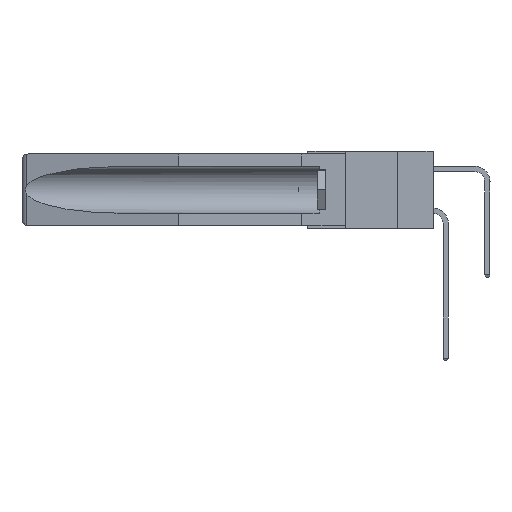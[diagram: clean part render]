
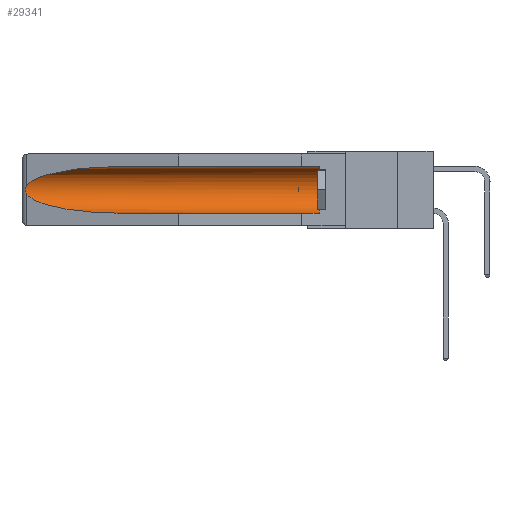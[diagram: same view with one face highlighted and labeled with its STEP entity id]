
A CAD part, left-side view. The second image highlights one B-rep face of the part: STEP entity #29341.
In plain terms, the highlighted cylindrical face has radius 2.857 mm (diameter 5.715 mm), a partial arc.
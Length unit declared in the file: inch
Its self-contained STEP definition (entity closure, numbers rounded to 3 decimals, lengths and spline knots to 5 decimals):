
#2110 = CARTESIAN_POINT ( 'NONE',  ( 0.26655, 1.53094, -0.18657 ) ) ;
#2292 = DIRECTION ( 'NONE',  ( 0., -1., 0. ) ) ;
#2401 = CARTESIAN_POINT ( 'NONE',  ( 0.155, 1.07973, -0.284 ) ) ;
#2803 = DIRECTION ( 'NONE',  ( 0., 0., 1. ) ) ;
#3178 = CARTESIAN_POINT ( 'NONE',  ( 0.26537, 1.52718, -0.14972 ) ) ;
#3375 =( BOUNDED_CURVE ( )  B_SPLINE_CURVE ( 3, ( #16870, #31687, #22704, #2401 ),
 .UNSPECIFIED., .F., .F. ) 
 B_SPLINE_CURVE_WITH_KNOTS ( ( 4, 4 ),
 ( 0.1948, 1.5708 ),
 .UNSPECIFIED. ) 
 CURVE ( )  GEOMETRIC_REPRESENTATION_ITEM ( )  RATIONAL_B_SPLINE_CURVE ( ( 1., 0.848, 0.848, 1. ) ) 
 REPRESENTATION_ITEM ( '' )  );
#3946 = CIRCLE ( 'NONE', #20557, 0.1125 ) ;
#4005 = VERTEX_POINT ( 'NONE', #3178 ) ;
#4280 = CARTESIAN_POINT ( 'NONE',  ( 0.26537, 1.52718, -0.14972 ) ) ;
#4285 = LINE ( 'NONE', #21667, #15183 ) ;
#4640 = CARTESIAN_POINT ( 'NONE',  ( 0.155, -0.30754, -0.284 ) ) ;
#5255 = DIRECTION ( 'NONE',  ( 0., 0., 1. ) ) ;
#5782 = EDGE_CURVE ( 'NONE', #25217, #10398, #4285, .T. ) ;
#6720 = ORIENTED_EDGE ( 'NONE', *, *, #34097, .T. ) ;
#7611 = CARTESIAN_POINT ( 'NONE',  ( 0.2673, 1.5327, -0.16383 ) ) ;
#7985 = CARTESIAN_POINT ( 'NONE',  ( 0.2675, 1.53308, -0.16763 ) ) ;
#8640 = ORIENTED_EDGE ( 'NONE', *, *, #24265, .T. ) ;
#8764 = CARTESIAN_POINT ( 'NONE',  ( 0.155, 1.07973, -0.284 ) ) ;
#9755 = VERTEX_POINT ( 'NONE', #12840 ) ;
#9837 = CARTESIAN_POINT ( 'NONE',  ( 0.155, 0.126, -0.059 ) ) ;
#9993 = DIRECTION ( 'NONE',  ( 0., 1., 0. ) ) ;
#10250 = CARTESIAN_POINT ( 'NONE',  ( 0.155, 1.07973, -0.059 ) ) ;
#10398 = VERTEX_POINT ( 'NONE', #10250 ) ;
#11325 = VERTEX_POINT ( 'NONE', #22505 ) ;
#12840 = CARTESIAN_POINT ( 'NONE',  ( 0.26537, 1.52718, -0.19328 ) ) ;
#13551 = CARTESIAN_POINT ( 'NONE',  ( 0.26537, 1.52718, -0.19328 ) ) ;
#14490 = EDGE_CURVE ( 'NONE', #4005, #9755, #17345, .T. ) ;
#15183 = VECTOR ( 'NONE', #33574, 39.37008 ) ;
#16704 = CARTESIAN_POINT ( 'NONE',  ( 0.26597, 1.52961, -0.15275 ) ) ;
#16870 = CARTESIAN_POINT ( 'NONE',  ( 0.26537, 1.52718, -0.19328 ) ) ;
#17345 = B_SPLINE_CURVE_WITH_KNOTS ( 'NONE', 3,
 ( #4280, #16704, #31255, #7611, #7985, #30881, #31002, #2110, #36863, #13551 ),
 .UNSPECIFIED., .F., .F.,
 ( 4, 2, 2, 2, 4 ),
 ( 0., 0.00029, 0.00058, 0.00087, 0.00117 ),
 .UNSPECIFIED. ) ;
#19198 = AXIS2_PLACEMENT_3D ( 'NONE', #28300, #33909, #5255 ) ;
#19680 = CARTESIAN_POINT ( 'NONE',  ( 0.155, 0.126, -0.1715 ) ) ;
#20156 =( BOUNDED_CURVE ( )  B_SPLINE_CURVE ( 3, ( #20492, #28853, #25826, #31907 ),
 .UNSPECIFIED., .F., .F. ) 
 B_SPLINE_CURVE_WITH_KNOTS ( ( 4, 4 ),
 ( 4.71239, 6.08839 ),
 .UNSPECIFIED. ) 
 CURVE ( )  GEOMETRIC_REPRESENTATION_ITEM ( )  RATIONAL_B_SPLINE_CURVE ( ( 1., 0.848, 0.848, 1. ) ) 
 REPRESENTATION_ITEM ( '' )  );
#20492 = CARTESIAN_POINT ( 'NONE',  ( 0.155, 1.07973, -0.059 ) ) ;
#20557 = AXIS2_PLACEMENT_3D ( 'NONE', #19680, #2292, #2803 ) ;
#21667 = CARTESIAN_POINT ( 'NONE',  ( 0.155, -0.30754, -0.059 ) ) ;
#22505 = CARTESIAN_POINT ( 'NONE',  ( 0.155, 0.126, -0.284 ) ) ;
#22704 = CARTESIAN_POINT ( 'NONE',  ( 0.21114, 1.30732, -0.284 ) ) ;
#23166 = LINE ( 'NONE', #4640, #25410 ) ;
#24265 = EDGE_CURVE ( 'NONE', #11325, #25217, #3946, .T. ) ;
#24429 = EDGE_CURVE ( 'NONE', #10398, #4005, #20156, .T. ) ;
#25217 = VERTEX_POINT ( 'NONE', #9837 ) ;
#25410 = VECTOR ( 'NONE', #9993, 39.37008 ) ;
#25826 = CARTESIAN_POINT ( 'NONE',  ( 0.25451, 1.48313, -0.09465 ) ) ;
#26994 = FACE_OUTER_BOUND ( 'NONE', #37186, .T. ) ;
#27460 = CYLINDRICAL_SURFACE ( 'NONE', #19198, 0.1125 ) ;
#27752 = ORIENTED_EDGE ( 'NONE', *, *, #14490, .T. ) ;
#27839 = VERTEX_POINT ( 'NONE', #8764 ) ;
#27958 = EDGE_CURVE ( 'NONE', #11325, #27839, #23166, .T. ) ;
#28234 = ORIENTED_EDGE ( 'NONE', *, *, #24429, .T. ) ;
#28300 = CARTESIAN_POINT ( 'NONE',  ( 0.155, -0.30754, -0.1715 ) ) ;
#28853 = CARTESIAN_POINT ( 'NONE',  ( 0.21114, 1.30732, -0.059 ) ) ;
#29083 = ORIENTED_EDGE ( 'NONE', *, *, #27958, .F. ) ;
#29341 = ADVANCED_FACE ( 'NONE', ( #26994 ), #27460, .F. ) ;
#30881 = CARTESIAN_POINT ( 'NONE',  ( 0.2675, 1.53308, -0.17534 ) ) ;
#30952 = ORIENTED_EDGE ( 'NONE', *, *, #5782, .T. ) ;
#31002 = CARTESIAN_POINT ( 'NONE',  ( 0.2673, 1.53269, -0.17917 ) ) ;
#31255 = CARTESIAN_POINT ( 'NONE',  ( 0.26654, 1.53092, -0.15636 ) ) ;
#31687 = CARTESIAN_POINT ( 'NONE',  ( 0.25451, 1.48313, -0.24835 ) ) ;
#31907 = CARTESIAN_POINT ( 'NONE',  ( 0.26537, 1.52718, -0.14972 ) ) ;
#33574 = DIRECTION ( 'NONE',  ( 0., 1., 0. ) ) ;
#33909 = DIRECTION ( 'NONE',  ( 0., 1., 0. ) ) ;
#34097 = EDGE_CURVE ( 'NONE', #9755, #27839, #3375, .T. ) ;
#36863 = CARTESIAN_POINT ( 'NONE',  ( 0.26597, 1.5296, -0.19026 ) ) ;
#37186 = EDGE_LOOP ( 'NONE', ( #28234, #27752, #6720, #29083, #8640, #30952 ) ) ;
